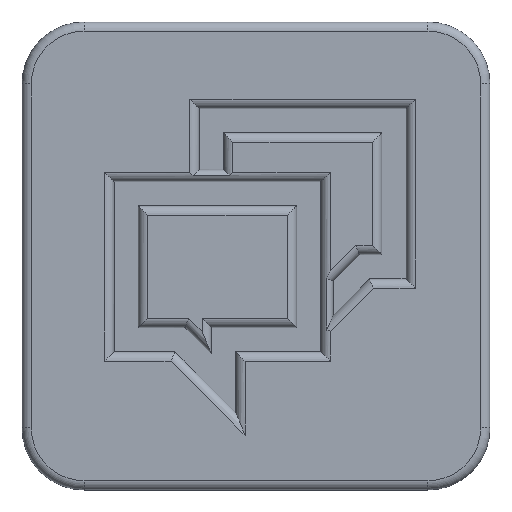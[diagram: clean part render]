
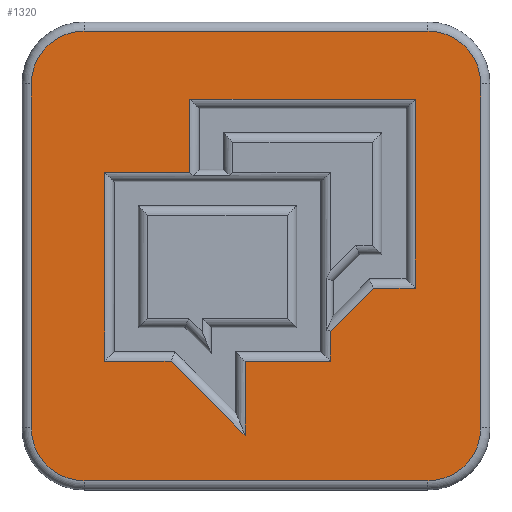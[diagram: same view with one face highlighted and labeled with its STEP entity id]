
A CAD part, top view. The second image highlights one B-rep face of the part: STEP entity #1320.
In plain terms, the highlighted planar face has unit normal (0, 0, 1).
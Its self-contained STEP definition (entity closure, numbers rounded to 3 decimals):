
#19=FACE_BOUND('',#243,.T.);
#97=PLANE('',#1448);
#160=FACE_OUTER_BOUND('',#242,.T.);
#242=EDGE_LOOP('',(#1054,#1055,#1056,#1057,#1058,#1059,#1060,#1061));
#243=EDGE_LOOP('',(#1062,#1063,#1064,#1065,#1066,#1067,#1068,#1069,#1070,
#1071,#1072,#1073));
#301=CIRCLE('',#1449,1.7);
#302=CIRCLE('',#1450,1.7);
#303=CIRCLE('',#1451,1.7);
#304=CIRCLE('',#1452,1.7);
#363=LINE('',#2071,#501);
#365=LINE('',#2080,#503);
#369=LINE('',#2092,#507);
#372=LINE('',#2102,#510);
#373=LINE('',#2105,#511);
#376=LINE('',#2111,#514);
#378=LINE('',#2115,#516);
#382=LINE('',#2130,#520);
#384=LINE('',#2139,#522);
#385=LINE('',#2143,#523);
#386=LINE('',#2147,#524);
#387=LINE('',#2150,#525);
#388=LINE('',#2152,#526);
#389=LINE('',#2154,#527);
#390=LINE('',#2156,#528);
#391=LINE('',#2157,#529);
#501=VECTOR('',#1659,10.);
#503=VECTOR('',#1667,10.);
#507=VECTOR('',#1677,10.);
#510=VECTOR('',#1686,10.);
#511=VECTOR('',#1691,10.);
#514=VECTOR('',#1696,10.);
#516=VECTOR('',#1702,10.);
#520=VECTOR('',#1718,10.);
#522=VECTOR('',#1726,10.);
#523=VECTOR('',#1729,10.);
#524=VECTOR('',#1732,10.);
#525=VECTOR('',#1735,10.);
#526=VECTOR('',#1736,10.);
#527=VECTOR('',#1737,10.);
#528=VECTOR('',#1738,10.);
#529=VECTOR('',#1739,10.);
#636=VERTEX_POINT('',#2068);
#637=VERTEX_POINT('',#2070);
#640=VERTEX_POINT('',#2077);
#641=VERTEX_POINT('',#2079);
#645=VERTEX_POINT('',#2090);
#646=VERTEX_POINT('',#2091);
#650=VERTEX_POINT('',#2101);
#652=VERTEX_POINT('',#2110);
#657=VERTEX_POINT('',#2129);
#659=VERTEX_POINT('',#2135);
#660=VERTEX_POINT('',#2136);
#661=VERTEX_POINT('',#2138);
#662=VERTEX_POINT('',#2140);
#663=VERTEX_POINT('',#2142);
#664=VERTEX_POINT('',#2144);
#665=VERTEX_POINT('',#2146);
#666=VERTEX_POINT('',#2148);
#667=VERTEX_POINT('',#2151);
#668=VERTEX_POINT('',#2153);
#669=VERTEX_POINT('',#2155);
#773=EDGE_CURVE('',#636,#637,#363,.T.);
#777=EDGE_CURVE('',#640,#641,#365,.T.);
#783=EDGE_CURVE('',#645,#646,#369,.T.);
#788=EDGE_CURVE('',#646,#650,#372,.T.);
#790=EDGE_CURVE('',#641,#645,#373,.T.);
#793=EDGE_CURVE('',#650,#652,#376,.T.);
#796=EDGE_CURVE('',#652,#636,#378,.T.);
#803=EDGE_CURVE('',#637,#657,#382,.T.);
#806=EDGE_CURVE('',#659,#660,#301,.T.);
#807=EDGE_CURVE('',#661,#659,#384,.T.);
#808=EDGE_CURVE('',#662,#661,#302,.T.);
#809=EDGE_CURVE('',#663,#662,#385,.T.);
#810=EDGE_CURVE('',#664,#663,#303,.T.);
#811=EDGE_CURVE('',#665,#664,#386,.T.);
#812=EDGE_CURVE('',#666,#665,#304,.T.);
#813=EDGE_CURVE('',#660,#666,#387,.T.);
#814=EDGE_CURVE('',#667,#640,#388,.T.);
#815=EDGE_CURVE('',#668,#667,#389,.T.);
#816=EDGE_CURVE('',#669,#668,#390,.T.);
#817=EDGE_CURVE('',#657,#669,#391,.T.);
#1054=ORIENTED_EDGE('',*,*,#806,.F.);
#1055=ORIENTED_EDGE('',*,*,#807,.F.);
#1056=ORIENTED_EDGE('',*,*,#808,.F.);
#1057=ORIENTED_EDGE('',*,*,#809,.F.);
#1058=ORIENTED_EDGE('',*,*,#810,.F.);
#1059=ORIENTED_EDGE('',*,*,#811,.F.);
#1060=ORIENTED_EDGE('',*,*,#812,.F.);
#1061=ORIENTED_EDGE('',*,*,#813,.F.);
#1062=ORIENTED_EDGE('',*,*,#773,.F.);
#1063=ORIENTED_EDGE('',*,*,#796,.F.);
#1064=ORIENTED_EDGE('',*,*,#793,.F.);
#1065=ORIENTED_EDGE('',*,*,#788,.F.);
#1066=ORIENTED_EDGE('',*,*,#783,.F.);
#1067=ORIENTED_EDGE('',*,*,#790,.F.);
#1068=ORIENTED_EDGE('',*,*,#777,.F.);
#1069=ORIENTED_EDGE('',*,*,#814,.F.);
#1070=ORIENTED_EDGE('',*,*,#815,.F.);
#1071=ORIENTED_EDGE('',*,*,#816,.F.);
#1072=ORIENTED_EDGE('',*,*,#817,.F.);
#1073=ORIENTED_EDGE('',*,*,#803,.F.);
#1320=ADVANCED_FACE('',(#160,#19),#97,.T.);
#1448=AXIS2_PLACEMENT_3D('',#2134,#1722,#1723);
#1449=AXIS2_PLACEMENT_3D('',#2137,#1724,#1725);
#1450=AXIS2_PLACEMENT_3D('',#2141,#1727,#1728);
#1451=AXIS2_PLACEMENT_3D('',#2145,#1730,#1731);
#1452=AXIS2_PLACEMENT_3D('',#2149,#1733,#1734);
#1659=DIRECTION('',(0.,1.,0.));
#1667=DIRECTION('',(-1.,0.,0.));
#1677=DIRECTION('',(1.,0.,0.));
#1686=DIRECTION('',(0.707,-0.707,0.));
#1691=DIRECTION('',(0.,-1.,0.));
#1696=DIRECTION('',(0.,1.,0.));
#1702=DIRECTION('',(1.,0.,0.));
#1718=DIRECTION('',(0.707,0.707,0.));
#1722=DIRECTION('center_axis',(0.,0.,1.));
#1723=DIRECTION('ref_axis',(1.,0.,0.));
#1724=DIRECTION('center_axis',(0.,0.,-1.));
#1725=DIRECTION('ref_axis',(0.707,0.707,0.));
#1726=DIRECTION('',(1.,0.,0.));
#1727=DIRECTION('center_axis',(0.,0.,-1.));
#1728=DIRECTION('ref_axis',(-0.707,0.707,0.));
#1729=DIRECTION('',(0.,1.,0.));
#1730=DIRECTION('center_axis',(0.,0.,-1.));
#1731=DIRECTION('ref_axis',(-0.707,-0.707,0.));
#1732=DIRECTION('',(-1.,0.,0.));
#1733=DIRECTION('center_axis',(0.,0.,-1.));
#1734=DIRECTION('ref_axis',(0.707,-0.707,0.));
#1735=DIRECTION('',(0.,-1.,0.));
#1736=DIRECTION('',(0.,-1.,0.));
#1737=DIRECTION('',(-1.,0.,0.));
#1738=DIRECTION('',(0.,1.,0.));
#1739=DIRECTION('',(1.,0.,0.));
#2068=CARTESIAN_POINT('',(2.394,-3.394,0.));
#2070=CARTESIAN_POINT('',(2.394,-2.433,0.));
#2071=CARTESIAN_POINT('',(2.394,1.201,0.));
#2077=CARTESIAN_POINT('',(-2.132,2.702,0.));
#2079=CARTESIAN_POINT('',(-4.881,2.702,0.));
#2080=CARTESIAN_POINT('',(-2.29,2.702,0.));
#2090=CARTESIAN_POINT('',(-4.881,-3.394,0.));
#2091=CARTESIAN_POINT('',(-2.742,-3.394,0.));
#2092=CARTESIAN_POINT('',(-1.309,-3.394,0.));
#2101=CARTESIAN_POINT('',(-0.355,-5.782,0.));
#2102=CARTESIAN_POINT('',(-1.967,-4.169,0.));
#2105=CARTESIAN_POINT('',(-4.881,-1.547,0.));
#2110=CARTESIAN_POINT('',(-0.355,-3.394,0.));
#2111=CARTESIAN_POINT('',(-0.355,-1.547,0.));
#2115=CARTESIAN_POINT('',(1.047,-3.394,0.));
#2129=CARTESIAN_POINT('',(3.789,-1.039,0.));
#2130=CARTESIAN_POINT('',(3.145,-1.682,0.));
#2134=CARTESIAN_POINT('Origin',(0.,0.,
0.));
#2135=CARTESIAN_POINT('',(5.55,7.25,0.));
#2136=CARTESIAN_POINT('',(7.25,5.55,0.));
#2137=CARTESIAN_POINT('Origin',(5.55,5.55,0.));
#2138=CARTESIAN_POINT('',(-5.55,7.25,0.));
#2139=CARTESIAN_POINT('',(-3.775,7.25,0.));
#2140=CARTESIAN_POINT('',(-7.25,5.55,0.));
#2141=CARTESIAN_POINT('Origin',(-5.55,5.55,0.));
#2142=CARTESIAN_POINT('',(-7.25,-5.55,0.));
#2143=CARTESIAN_POINT('',(-7.25,-3.775,0.));
#2144=CARTESIAN_POINT('',(-5.55,-7.25,0.));
#2145=CARTESIAN_POINT('Origin',(-5.55,-5.55,0.));
#2146=CARTESIAN_POINT('',(5.55,-7.25,0.));
#2147=CARTESIAN_POINT('',(3.775,-7.25,0.));
#2148=CARTESIAN_POINT('',(7.25,-5.55,0.));
#2149=CARTESIAN_POINT('Origin',(5.55,-5.55,0.));
#2150=CARTESIAN_POINT('',(7.25,3.775,0.));
#2151=CARTESIAN_POINT('',(-2.132,5.058,0.));
#2152=CARTESIAN_POINT('',(-2.132,1.398,0.));
#2153=CARTESIAN_POINT('',(5.142,5.058,0.));
#2154=CARTESIAN_POINT('',(-0.916,5.058,0.));
#2155=CARTESIAN_POINT('',(5.142,-1.039,0.));
#2156=CARTESIAN_POINT('',(5.142,2.379,0.));
#2157=CARTESIAN_POINT('',(2.421,-1.039,0.));
